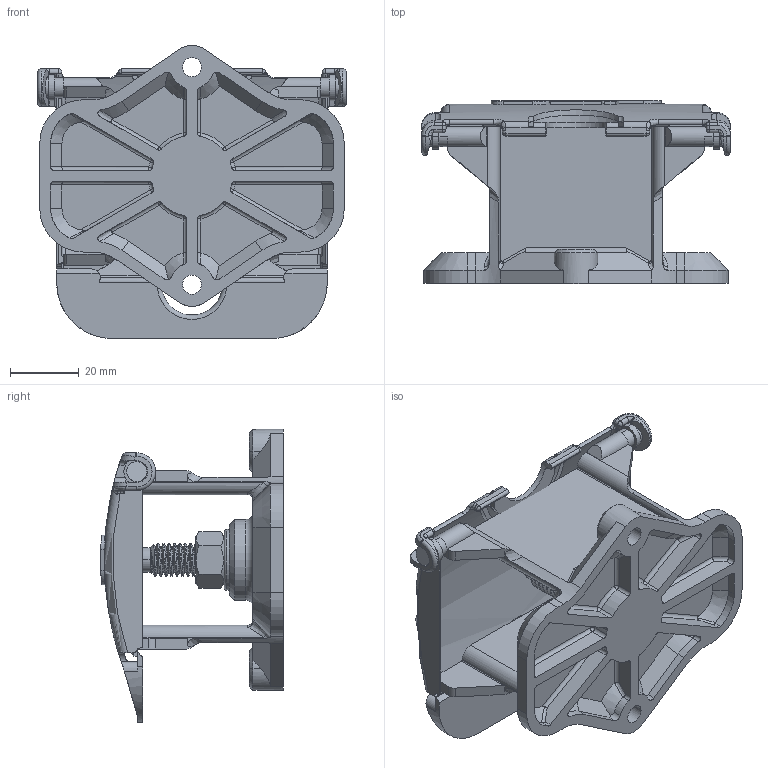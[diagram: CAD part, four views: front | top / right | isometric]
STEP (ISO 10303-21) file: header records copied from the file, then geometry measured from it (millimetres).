
FILE_DESCRIPTION((''),'2;1');
FILE_NAME('FEED_BLOCK_ASM','2019-02-19T10:02:45',('jwisneski'),(''),'CREO PARAMETRIC BY PTC INC, 2017110','CREO PARAMETRIC BY PTC INC, 2017110','');
FILE_SCHEMA(('CONFIG_CONTROL_DESIGN'));
Products named in the file (4): FEED-BLOCK_SW0001; FEED-NUT-375-PLAIN; FEED-COVER; FEED_BLOCK_ASM
Assembly tree (3 placements, depth 2):
  FEED_BLOCK_ASM
    FEED-BLOCK_SW0001
    FEED-NUT-375-PLAIN
    FEED-COVER
Bounding box: 90.17 x 53.37 x 85.6 mm (x, y, z)
Volume: 57255.3 mm3; surface area: 42616.7 mm2
Topology: 3 solids, 3 shells, 768 faces, 2006 edges, 1256 vertices
Faces by surface type: cylinder 305, plane 244, bspline 100, torus 47, cone 42, sphere 30
Entity records: 33284 total; most frequent: CARTESIAN_POINT 15549, ORIENTED_EDGE 4012, DIRECTION 3260, EDGE_CURVE 2006, VERTEX_POINT 1256, AXIS2_PLACEMENT_3D 1210, VECTOR 840, LINE 840
